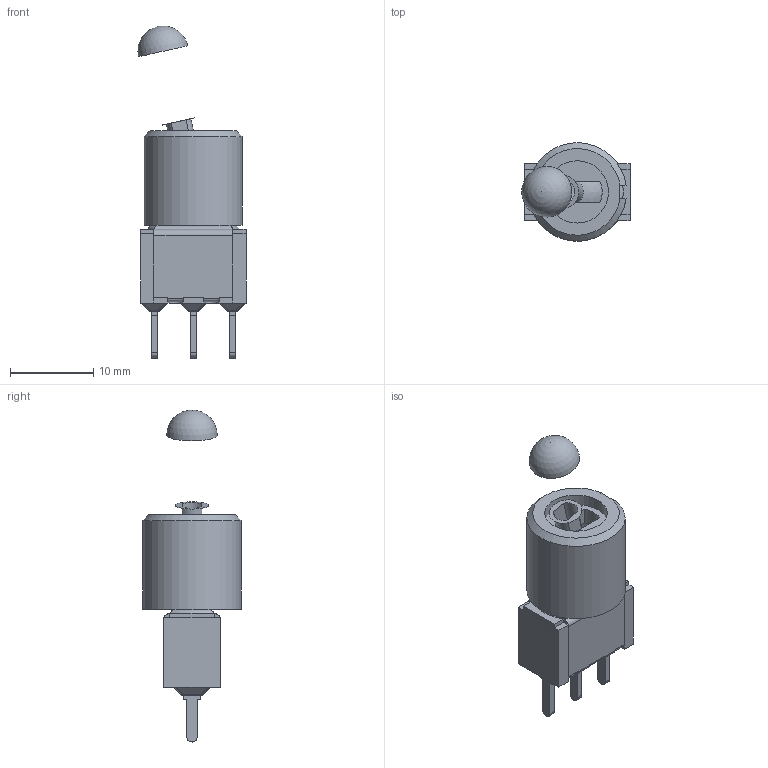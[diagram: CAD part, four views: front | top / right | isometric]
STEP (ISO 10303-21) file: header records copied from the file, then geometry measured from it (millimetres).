
FILE_DESCRIPTION(/* description */ (''),/* implementation_level */ '2;1');
FILE_NAME(/* name */ '100SPxT7B14M2xE.stp',/* time_stamp */ '2025-05-01T10:01:21-05:00',/* author */ ('mroman'),/* organization */ (''),/* preprocessor_version */ 'ST-DEVELOPER v18.1',/* originating_system */ 'Autodesk Inventor 2022',/* authorisation */ '');
FILE_SCHEMA (('AUTOMOTIVE_DESIGN { 1 0 10303 214 3 1 1 }'));
Length unit declared in the file: inch
Products named in the file (1): 100SPxT7B14M2xE
Bounding box: 13.02 x 11.83 x 39.98 mm (x, y, z)
Volume: 2124.7 mm3; surface area: 1887.2 mm2
Topology: 1 solids, 1 shells, 217 faces, 554 edges, 331 vertices
Faces by surface type: plane 150, cylinder 47, sphere 15, cone 3, torus 2
Full cylindrical faces by diameter (mm): 7.5 x3
Entity records: 6410 total; most frequent: CARTESIAN_POINT 1129, DIRECTION 1097, ORIENTED_EDGE 1080, EDGE_CURVE 540, LINE 407, VECTOR 407, AXIS2_PLACEMENT_3D 345, VERTEX_POINT 331
